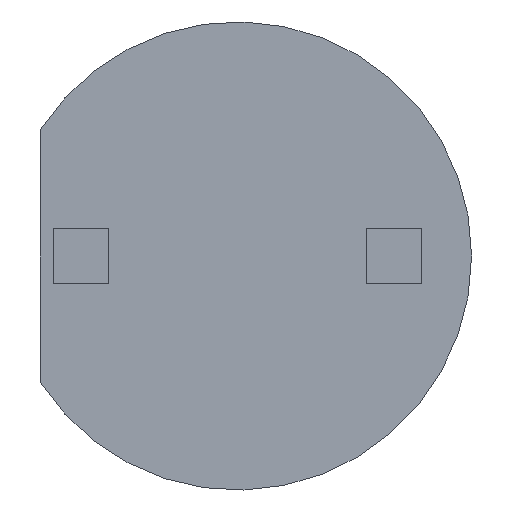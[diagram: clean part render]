
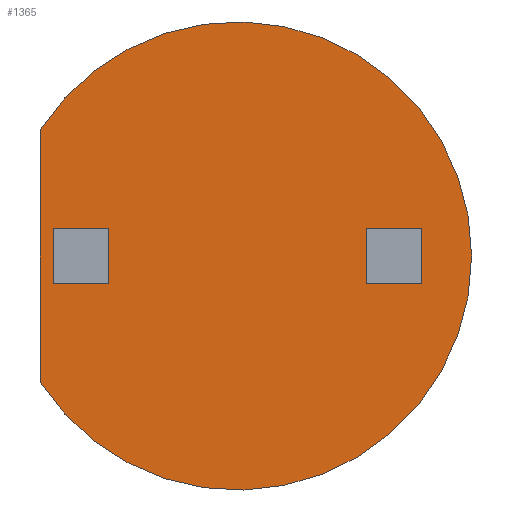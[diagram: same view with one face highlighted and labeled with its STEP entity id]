
A CAD part, front view. The second image highlights one B-rep face of the part: STEP entity #1365.
In plain terms, the highlighted planar face has unit normal (0, -1, 0).
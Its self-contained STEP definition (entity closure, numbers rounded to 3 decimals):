
#37 = ORIENTED_EDGE ( 'NONE', *, *, #795, .F. ) ;
#44 = DIRECTION ( 'NONE',  ( -1., 0., 0. ) ) ;
#169 = EDGE_LOOP ( 'NONE', ( #37, #1136 ) ) ;
#263 = VERTEX_POINT ( 'NONE', #874 ) ;
#274 = CARTESIAN_POINT ( 'NONE',  ( -1.6, 0.2, 1.025 ) ) ;
#446 = CIRCLE ( 'NONE', #658, 1.9 ) ;
#523 = CARTESIAN_POINT ( 'NONE',  ( 0., 0.2, 0. ) ) ;
#561 = VECTOR ( 'NONE', #1437, 1000. ) ;
#598 = FACE_OUTER_BOUND ( 'NONE', #169, .T. ) ;
#658 = AXIS2_PLACEMENT_3D ( 'NONE', #523, #1061, #1306 ) ;
#724 = CARTESIAN_POINT ( 'NONE',  ( 0., 0.2, 0. ) ) ;
#795 = EDGE_CURVE ( 'NONE', #263, #1076, #1337, .T. ) ;
#874 = CARTESIAN_POINT ( 'NONE',  ( -1.6, 0.2, -1.025 ) ) ;
#977 = CARTESIAN_POINT ( 'NONE',  ( -1.6, 0.2, 1.025 ) ) ;
#1061 = DIRECTION ( 'NONE',  ( 0., -1., 0. ) ) ;
#1076 = VERTEX_POINT ( 'NONE', #274 ) ;
#1136 = ORIENTED_EDGE ( 'NONE', *, *, #1170, .T. ) ;
#1170 = EDGE_CURVE ( 'NONE', #263, #1076, #446, .T. ) ;
#1305 = AXIS2_PLACEMENT_3D ( 'NONE', #724, #1405, #44 ) ;
#1306 = DIRECTION ( 'NONE',  ( -1., 0., 0. ) ) ;
#1337 = LINE ( 'NONE', #977, #561 ) ;
#1365 = ADVANCED_FACE ( 'NONE', ( #598 ), #1417, .T. ) ;
#1405 = DIRECTION ( 'NONE',  ( 0., -1., 0. ) ) ;
#1417 = PLANE ( 'NONE',  #1305 ) ;
#1437 = DIRECTION ( 'NONE',  ( 0., 0., 1. ) ) ;
